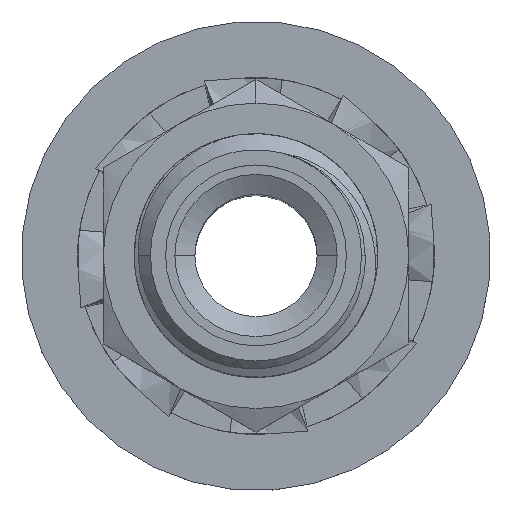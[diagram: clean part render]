
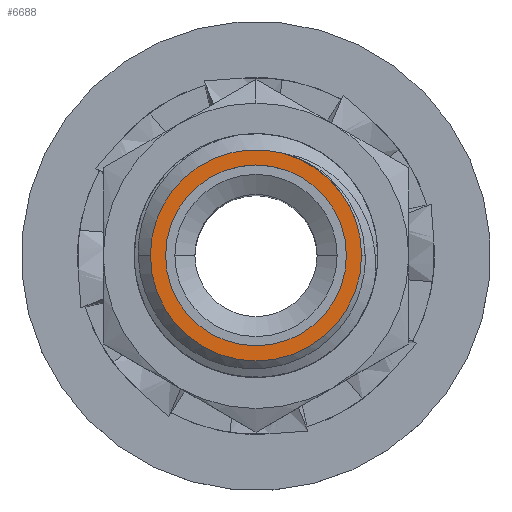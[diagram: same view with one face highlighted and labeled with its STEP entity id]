
A CAD part, top view. The second image highlights one B-rep face of the part: STEP entity #6688.
In plain terms, the highlighted planar face has unit normal (0, 0, 1).
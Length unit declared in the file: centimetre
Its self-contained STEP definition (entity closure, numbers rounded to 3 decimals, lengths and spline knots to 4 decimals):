
#219 = EDGE_CURVE ( 'NONE', #325, #8677, #3725, .T. ) ;
#325 = VERTEX_POINT ( 'NONE', #1684 ) ;
#443 = CARTESIAN_POINT ( 'NONE',  ( 0., 0., 1.745 ) ) ;
#745 = CARTESIAN_POINT ( 'NONE',  ( 0., 0., 1.745 ) ) ;
#849 = AXIS2_PLACEMENT_3D ( 'NONE', #745, #8582, #1606 ) ;
#960 = CARTESIAN_POINT ( 'NONE',  ( 0.067, 0.2661, 1.745 ) ) ;
#1606 = DIRECTION ( 'NONE',  ( 1., 0., 0. ) ) ;
#1657 = AXIS2_PLACEMENT_3D ( 'NONE', #7624, #8377, #2383 ) ;
#1684 = CARTESIAN_POINT ( 'NONE',  ( -0.235, 0., 1.745 ) ) ;
#1857 = CARTESIAN_POINT ( 'NONE',  ( 0.067, 0.2661, 1.745 ) ) ;
#2383 = DIRECTION ( 'NONE',  ( -1., 0., 0. ) ) ;
#2390 = ORIENTED_EDGE ( 'NONE', *, *, #9808, .T. ) ;
#2548 = FACE_BOUND ( 'NONE', #10590, .T. ) ;
#2578 = CIRCLE ( 'NONE', #1657, 0.2744 ) ;
#2626 = VERTEX_POINT ( 'NONE', #2990 ) ;
#2791 = B_SPLINE_CURVE_WITH_KNOTS ( 'NONE', 3,
 ( #8682, #4486, #6138, #1857 ),
 .UNSPECIFIED., .F., .F.,
 ( 4, 4 ),
 ( 0., 0. ),
 .UNSPECIFIED. ) ;
#2800 = EDGE_CURVE ( 'NONE', #8677, #325, #8916, .T. ) ;
#2990 = CARTESIAN_POINT ( 'NONE',  ( -0.2744, 0., 1.745 ) ) ;
#2991 = EDGE_LOOP ( 'NONE', ( #2390, #3991, #5212, #8045 ) ) ;
#3165 = AXIS2_PLACEMENT_3D ( 'NONE', #8387, #8277, #7559 ) ;
#3203 = CARTESIAN_POINT ( 'NONE',  ( 0., 0., 1.745 ) ) ;
#3530 = FACE_OUTER_BOUND ( 'NONE', #2991, .T. ) ;
#3626 = EDGE_CURVE ( 'NONE', #9545, #7888, #6779, .T. ) ;
#3721 = CARTESIAN_POINT ( 'NONE',  ( 0.2744, 0., 1.745 ) ) ;
#3725 = CIRCLE ( 'NONE', #7732, 0.235 ) ;
#3905 = ORIENTED_EDGE ( 'NONE', *, *, #2800, .T. ) ;
#3991 = ORIENTED_EDGE ( 'NONE', *, *, #8062, .F. ) ;
#3994 = CARTESIAN_POINT ( 'NONE',  ( 0.0705, 0.2652, 1.745 ) ) ;
#4072 = DIRECTION ( 'NONE',  ( 0., 0., -1. ) ) ;
#4131 = CARTESIAN_POINT ( 'NONE',  ( 0., 0., 1.745 ) ) ;
#4266 = EDGE_CURVE ( 'NONE', #7888, #2626, #2578, .T. ) ;
#4486 = CARTESIAN_POINT ( 'NONE',  ( 0.0692, 0.2652, 1.745 ) ) ;
#4850 = DIRECTION ( 'NONE',  ( 1., 0., 0. ) ) ;
#4907 = AXIS2_PLACEMENT_3D ( 'NONE', #4131, #8331, #4850 ) ;
#4946 = DIRECTION ( 'NONE',  ( 1., 0., 0. ) ) ;
#5212 = ORIENTED_EDGE ( 'NONE', *, *, #4266, .F. ) ;
#5346 = VERTEX_POINT ( 'NONE', #960 ) ;
#5626 = AXIS2_PLACEMENT_3D ( 'NONE', #443, #9145, #6481 ) ;
#6138 = CARTESIAN_POINT ( 'NONE',  ( 0.0681, 0.2656, 1.745 ) ) ;
#6481 = DIRECTION ( 'NONE',  ( -1., 0., 0. ) ) ;
#6688 = ADVANCED_FACE ( 'NONE', ( #3530, #2548 ), #8433, .T. ) ;
#6767 = CARTESIAN_POINT ( 'NONE',  ( 0.235, 0., 1.745 ) ) ;
#6779 = CIRCLE ( 'NONE', #3165, 0.2744 ) ;
#7559 = DIRECTION ( 'NONE',  ( -1., 0., 0. ) ) ;
#7624 = CARTESIAN_POINT ( 'NONE',  ( 0., 0., 1.745 ) ) ;
#7732 = AXIS2_PLACEMENT_3D ( 'NONE', #3203, #4072, #4946 ) ;
#7888 = VERTEX_POINT ( 'NONE', #3721 ) ;
#8045 = ORIENTED_EDGE ( 'NONE', *, *, #3626, .F. ) ;
#8062 = EDGE_CURVE ( 'NONE', #2626, #5346, #9281, .T. ) ;
#8277 = DIRECTION ( 'NONE',  ( 0., 0., -1. ) ) ;
#8331 = DIRECTION ( 'NONE',  ( 0., 0., -1. ) ) ;
#8377 = DIRECTION ( 'NONE',  ( 0., 0., -1. ) ) ;
#8387 = CARTESIAN_POINT ( 'NONE',  ( 0., 0., 1.745 ) ) ;
#8433 = PLANE ( 'NONE',  #849 ) ;
#8529 = ORIENTED_EDGE ( 'NONE', *, *, #219, .T. ) ;
#8582 = DIRECTION ( 'NONE',  ( 0., 0., 1. ) ) ;
#8677 = VERTEX_POINT ( 'NONE', #6767 ) ;
#8682 = CARTESIAN_POINT ( 'NONE',  ( 0.0705, 0.2652, 1.745 ) ) ;
#8916 = CIRCLE ( 'NONE', #4907, 0.235 ) ;
#9145 = DIRECTION ( 'NONE',  ( 0., 0., -1. ) ) ;
#9281 = CIRCLE ( 'NONE', #5626, 0.2744 ) ;
#9545 = VERTEX_POINT ( 'NONE', #3994 ) ;
#9808 = EDGE_CURVE ( 'NONE', #9545, #5346, #2791, .T. ) ;
#10590 = EDGE_LOOP ( 'NONE', ( #3905, #8529 ) ) ;
